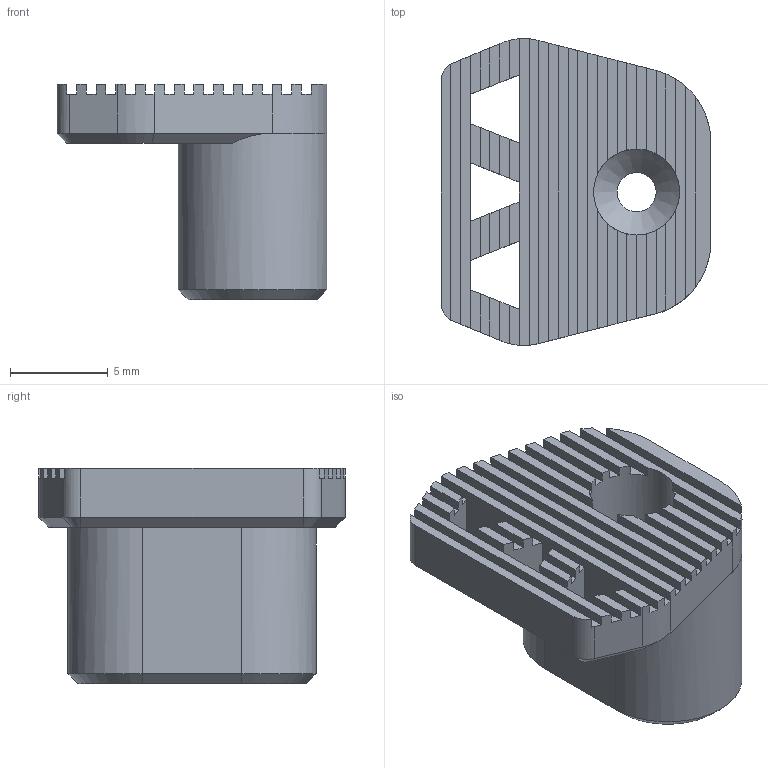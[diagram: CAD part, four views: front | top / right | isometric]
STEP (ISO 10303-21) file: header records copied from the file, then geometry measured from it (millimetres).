
FILE_DESCRIPTION(('HOOPS Exchange Step'),'2;1');
FILE_NAME('temp_export','2023-01-09T11:42:44+09:00',('mobile'),('Shapr3D Limited'),'HOOPS Exchange 2022.1','Shapr3D','Authorized');
FILE_SCHEMA( ('AUTOMOTIVE_DESIGN { 1 0 10303 214 1 1 1 1 }') );
Length unit declared in the file: millimetre
Products named in the file (1): root
Bounding box: 13.8 x 15.69 x 11 mm (x, y, z)
Volume: 962 mm3; surface area: 1093.2 mm2
Topology: 1 solids, 1 shells, 156 faces, 442 edges, 285 vertices
Faces by surface type: plane 138, cylinder 11, cone 7
Full cylindrical faces by diameter (mm): 2 x1, 4.4 x1, 5.6 x1
Entity records: 5025 total; most frequent: CARTESIAN_POINT 884, ORIENTED_EDGE 884, DIRECTION 827, EDGE_CURVE 442, VECTOR 371, LINE 371, VERTEX_POINT 285, AXIS2_PLACEMENT_3D 228
